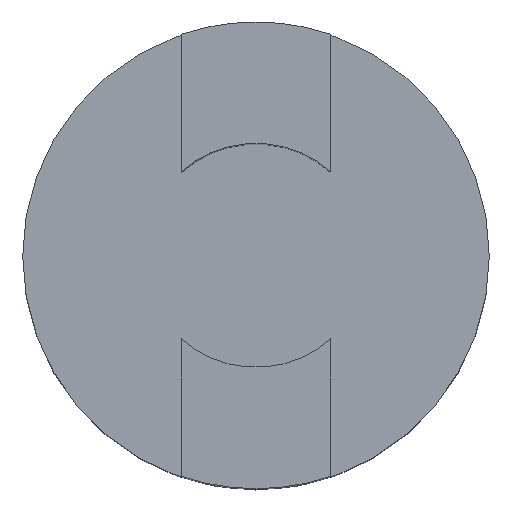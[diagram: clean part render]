
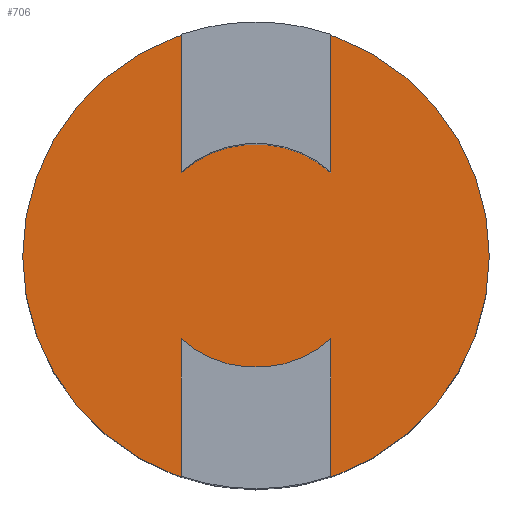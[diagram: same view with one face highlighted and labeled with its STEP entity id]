
A CAD part, top view. The second image highlights one B-rep face of the part: STEP entity #706.
In plain terms, the highlighted planar face has unit normal (0, 0, 1).
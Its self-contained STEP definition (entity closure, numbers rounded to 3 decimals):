
#638=CARTESIAN_POINT('',(1.25,0.0,1.5));
#639=VERTEX_POINT('',#638);
#655=CARTESIAN_POINT('',(-1.25,0.,1.5));
#656=VERTEX_POINT('',#655);
#663=CARTESIAN_POINT('',(0.0,0.0,1.5));
#664=DIRECTION('',(0.0,0.0,-1.0));
#665=DIRECTION('',(1.0,0.0,0.0));
#666=AXIS2_PLACEMENT_3D('',#663,#664,#665);
#667=CIRCLE('',#666,1.25);
#668=EDGE_CURVE('',#656,#639,#667,.T.);
#679=CARTESIAN_POINT('',(0.0,0.0,1.5));
#680=DIRECTION('',(0.0,0.0,-1.0));
#681=DIRECTION('',(1.0,0.0,0.0));
#682=AXIS2_PLACEMENT_3D('',#679,#680,#681);
#683=CIRCLE('',#682,1.25);
#684=EDGE_CURVE('',#639,#656,#683,.T.);
#697=CARTESIAN_POINT('',(0.0,0.0,1.5));
#698=DIRECTION('',(0.0,0.0,1.0));
#699=DIRECTION('',(1.0,0.0,0.0));
#700=AXIS2_PLACEMENT_3D('',#697,#698,#699);
#701=PLANE('',#700);
#702=ORIENTED_EDGE('',*,*,#684,.F.);
#703=ORIENTED_EDGE('',*,*,#668,.F.);
#704=EDGE_LOOP('',(#702,#703));
#705=FACE_OUTER_BOUND('',#704,.T.);
#706=ADVANCED_FACE('',(#705),#701,.T.);
